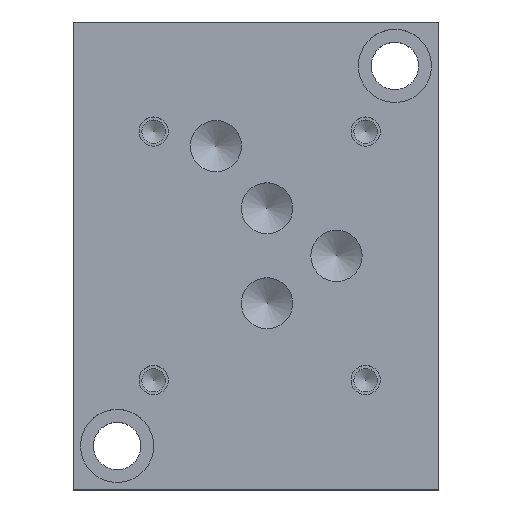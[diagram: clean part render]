
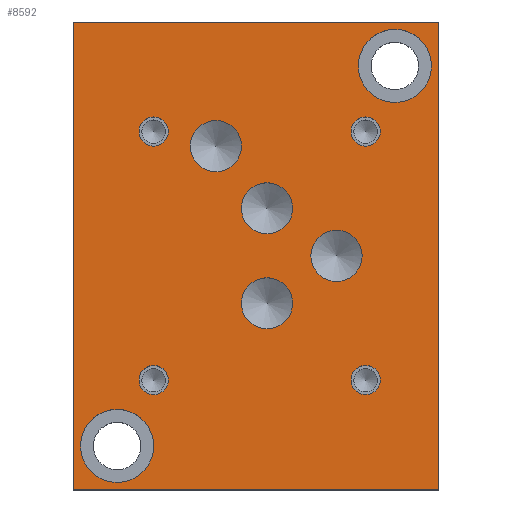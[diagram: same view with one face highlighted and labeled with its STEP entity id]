
A CAD part, top view. The second image highlights one B-rep face of the part: STEP entity #8592.
In plain terms, the highlighted planar face has unit normal (0, 0, 1).
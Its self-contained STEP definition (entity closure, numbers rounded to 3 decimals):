
#86=CIRCLE('',#8914,7.938);
#87=CIRCLE('',#8915,7.938);
#92=CIRCLE('',#8923,7.938);
#93=CIRCLE('',#8924,7.938);
#97=CIRCLE('',#8931,5.556);
#98=CIRCLE('',#8932,5.556);
#101=CIRCLE('',#8937,5.556);
#102=CIRCLE('',#8938,5.556);
#105=CIRCLE('',#8943,5.563);
#106=CIRCLE('',#8944,5.563);
#109=CIRCLE('',#8949,5.563);
#110=CIRCLE('',#8950,5.563);
#116=CIRCLE('',#8959,3.175);
#117=CIRCLE('',#8960,3.175);
#123=CIRCLE('',#8970,3.175);
#124=CIRCLE('',#8971,3.175);
#130=CIRCLE('',#8981,3.175);
#131=CIRCLE('',#8982,3.175);
#137=CIRCLE('',#8992,3.175);
#138=CIRCLE('',#8993,3.175);
#188=FACE_BOUND('',#1388,.T.);
#189=FACE_BOUND('',#1389,.T.);
#190=FACE_BOUND('',#1390,.T.);
#191=FACE_BOUND('',#1391,.T.);
#192=FACE_BOUND('',#1392,.T.);
#193=FACE_BOUND('',#1393,.T.);
#194=FACE_BOUND('',#1394,.T.);
#195=FACE_BOUND('',#1395,.T.);
#196=FACE_BOUND('',#1396,.T.);
#197=FACE_BOUND('',#1397,.T.);
#466=PLANE('',#8999);
#902=FACE_OUTER_BOUND('',#1387,.T.);
#1387=EDGE_LOOP('',(#7628,#7629,#7630,#7631));
#1388=EDGE_LOOP('',(#7632,#7633));
#1389=EDGE_LOOP('',(#7634,#7635));
#1390=EDGE_LOOP('',(#7636,#7637));
#1391=EDGE_LOOP('',(#7638,#7639));
#1392=EDGE_LOOP('',(#7640,#7641));
#1393=EDGE_LOOP('',(#7642,#7643));
#1394=EDGE_LOOP('',(#7644,#7645));
#1395=EDGE_LOOP('',(#7646,#7647));
#1396=EDGE_LOOP('',(#7648,#7649));
#1397=EDGE_LOOP('',(#7650,#7651));
#1435=LINE('',#10829,#2266);
#1709=LINE('',#13090,#2540);
#2166=LINE('',#14403,#2997);
#2231=LINE('',#14721,#3062);
#2266=VECTOR('',#9057,10.);
#2540=VECTOR('',#9469,10.);
#2997=VECTOR('',#10262,10.);
#3062=VECTOR('',#10611,10.);
#3357=VERTEX_POINT('',#10826);
#3358=VERTEX_POINT('',#10828);
#3676=VERTEX_POINT('',#13089);
#4012=VERTEX_POINT('',#14402);
#4063=VERTEX_POINT('',#14552);
#4064=VERTEX_POINT('',#14553);
#4069=VERTEX_POINT('',#14569);
#4070=VERTEX_POINT('',#14570);
#4075=VERTEX_POINT('',#14586);
#4076=VERTEX_POINT('',#14587);
#4080=VERTEX_POINT('',#14599);
#4081=VERTEX_POINT('',#14600);
#4085=VERTEX_POINT('',#14612);
#4086=VERTEX_POINT('',#14613);
#4090=VERTEX_POINT('',#14625);
#4091=VERTEX_POINT('',#14626);
#4098=VERTEX_POINT('',#14645);
#4099=VERTEX_POINT('',#14646);
#4106=VERTEX_POINT('',#14667);
#4107=VERTEX_POINT('',#14668);
#4114=VERTEX_POINT('',#14689);
#4115=VERTEX_POINT('',#14690);
#4122=VERTEX_POINT('',#14711);
#4123=VERTEX_POINT('',#14712);
#4174=EDGE_CURVE('',#3358,#3357,#1435,.T.);
#4650=EDGE_CURVE('',#3676,#3358,#1709,.T.);
#5153=EDGE_CURVE('',#4012,#3676,#2166,.T.);
#5223=EDGE_CURVE('',#4063,#4064,#86,.T.);
#5224=EDGE_CURVE('',#4064,#4063,#87,.T.);
#5231=EDGE_CURVE('',#4069,#4070,#92,.T.);
#5232=EDGE_CURVE('',#4070,#4069,#93,.T.);
#5239=EDGE_CURVE('',#4075,#4076,#97,.T.);
#5240=EDGE_CURVE('',#4076,#4075,#98,.T.);
#5245=EDGE_CURVE('',#4080,#4081,#101,.T.);
#5246=EDGE_CURVE('',#4081,#4080,#102,.T.);
#5251=EDGE_CURVE('',#4085,#4086,#105,.T.);
#5252=EDGE_CURVE('',#4086,#4085,#106,.T.);
#5257=EDGE_CURVE('',#4090,#4091,#109,.T.);
#5258=EDGE_CURVE('',#4091,#4090,#110,.T.);
#5266=EDGE_CURVE('',#4098,#4099,#116,.T.);
#5267=EDGE_CURVE('',#4099,#4098,#117,.T.);
#5276=EDGE_CURVE('',#4106,#4107,#123,.T.);
#5277=EDGE_CURVE('',#4107,#4106,#124,.T.);
#5286=EDGE_CURVE('',#4114,#4115,#130,.T.);
#5287=EDGE_CURVE('',#4115,#4114,#131,.T.);
#5296=EDGE_CURVE('',#4122,#4123,#137,.T.);
#5297=EDGE_CURVE('',#4123,#4122,#138,.T.);
#5301=EDGE_CURVE('',#3357,#4012,#2231,.T.);
#7628=ORIENTED_EDGE('',*,*,#4650,.T.);
#7629=ORIENTED_EDGE('',*,*,#4174,.T.);
#7630=ORIENTED_EDGE('',*,*,#5301,.T.);
#7631=ORIENTED_EDGE('',*,*,#5153,.T.);
#7632=ORIENTED_EDGE('',*,*,#5223,.T.);
#7633=ORIENTED_EDGE('',*,*,#5224,.T.);
#7634=ORIENTED_EDGE('',*,*,#5231,.T.);
#7635=ORIENTED_EDGE('',*,*,#5232,.T.);
#7636=ORIENTED_EDGE('',*,*,#5239,.T.);
#7637=ORIENTED_EDGE('',*,*,#5240,.T.);
#7638=ORIENTED_EDGE('',*,*,#5245,.T.);
#7639=ORIENTED_EDGE('',*,*,#5246,.T.);
#7640=ORIENTED_EDGE('',*,*,#5251,.T.);
#7641=ORIENTED_EDGE('',*,*,#5252,.T.);
#7642=ORIENTED_EDGE('',*,*,#5257,.T.);
#7643=ORIENTED_EDGE('',*,*,#5258,.T.);
#7644=ORIENTED_EDGE('',*,*,#5266,.T.);
#7645=ORIENTED_EDGE('',*,*,#5267,.T.);
#7646=ORIENTED_EDGE('',*,*,#5276,.T.);
#7647=ORIENTED_EDGE('',*,*,#5277,.T.);
#7648=ORIENTED_EDGE('',*,*,#5286,.T.);
#7649=ORIENTED_EDGE('',*,*,#5287,.T.);
#7650=ORIENTED_EDGE('',*,*,#5296,.T.);
#7651=ORIENTED_EDGE('',*,*,#5297,.T.);
#8592=ADVANCED_FACE('',(#902,#188,#189,#190,#191,#192,#193,#194,#195,#196,
#197),#466,.T.);
#8914=AXIS2_PLACEMENT_3D('',#14554,#10420,#10421);
#8915=AXIS2_PLACEMENT_3D('',#14555,#10422,#10423);
#8923=AXIS2_PLACEMENT_3D('',#14571,#10440,#10441);
#8924=AXIS2_PLACEMENT_3D('',#14572,#10442,#10443);
#8931=AXIS2_PLACEMENT_3D('',#14588,#10459,#10460);
#8932=AXIS2_PLACEMENT_3D('',#14589,#10461,#10462);
#8937=AXIS2_PLACEMENT_3D('',#14601,#10473,#10474);
#8938=AXIS2_PLACEMENT_3D('',#14602,#10475,#10476);
#8943=AXIS2_PLACEMENT_3D('',#14614,#10487,#10488);
#8944=AXIS2_PLACEMENT_3D('',#14615,#10489,#10490);
#8949=AXIS2_PLACEMENT_3D('',#14627,#10501,#10502);
#8950=AXIS2_PLACEMENT_3D('',#14628,#10503,#10504);
#8959=AXIS2_PLACEMENT_3D('',#14647,#10523,#10524);
#8960=AXIS2_PLACEMENT_3D('',#14648,#10525,#10526);
#8970=AXIS2_PLACEMENT_3D('',#14669,#10548,#10549);
#8971=AXIS2_PLACEMENT_3D('',#14670,#10550,#10551);
#8981=AXIS2_PLACEMENT_3D('',#14691,#10573,#10574);
#8982=AXIS2_PLACEMENT_3D('',#14692,#10575,#10576);
#8992=AXIS2_PLACEMENT_3D('',#14713,#10598,#10599);
#8993=AXIS2_PLACEMENT_3D('',#14714,#10600,#10601);
#8999=AXIS2_PLACEMENT_3D('',#14724,#10616,#10617);
#9057=DIRECTION('',(0.,1.,0.));
#9469=DIRECTION('',(1.,0.,0.));
#10262=DIRECTION('',(0.,-1.,0.));
#10420=DIRECTION('center_axis',(0.,0.,-1.));
#10421=DIRECTION('ref_axis',(1.,0.,0.));
#10422=DIRECTION('center_axis',(0.,0.,-1.));
#10423=DIRECTION('ref_axis',(1.,0.,0.));
#10440=DIRECTION('center_axis',(0.,0.,-1.));
#10441=DIRECTION('ref_axis',(1.,0.,0.));
#10442=DIRECTION('center_axis',(0.,0.,-1.));
#10443=DIRECTION('ref_axis',(1.,0.,0.));
#10459=DIRECTION('center_axis',(0.,0.,-1.));
#10460=DIRECTION('ref_axis',(1.,0.,0.));
#10461=DIRECTION('center_axis',(0.,0.,-1.));
#10462=DIRECTION('ref_axis',(1.,0.,0.));
#10473=DIRECTION('center_axis',(0.,0.,-1.));
#10474=DIRECTION('ref_axis',(1.,0.,0.));
#10475=DIRECTION('center_axis',(0.,0.,-1.));
#10476=DIRECTION('ref_axis',(1.,0.,0.));
#10487=DIRECTION('center_axis',(0.,0.,-1.));
#10488=DIRECTION('ref_axis',(1.,0.,0.));
#10489=DIRECTION('center_axis',(0.,0.,-1.));
#10490=DIRECTION('ref_axis',(1.,0.,0.));
#10501=DIRECTION('center_axis',(0.,0.,-1.));
#10502=DIRECTION('ref_axis',(1.,0.,0.));
#10503=DIRECTION('center_axis',(0.,0.,-1.));
#10504=DIRECTION('ref_axis',(1.,0.,0.));
#10523=DIRECTION('center_axis',(0.,0.,-1.));
#10524=DIRECTION('ref_axis',(1.,0.,0.));
#10525=DIRECTION('center_axis',(0.,0.,-1.));
#10526=DIRECTION('ref_axis',(1.,0.,0.));
#10548=DIRECTION('center_axis',(0.,0.,-1.));
#10549=DIRECTION('ref_axis',(1.,0.,0.));
#10550=DIRECTION('center_axis',(0.,0.,-1.));
#10551=DIRECTION('ref_axis',(1.,0.,0.));
#10573=DIRECTION('center_axis',(0.,0.,-1.));
#10574=DIRECTION('ref_axis',(1.,0.,0.));
#10575=DIRECTION('center_axis',(0.,0.,-1.));
#10576=DIRECTION('ref_axis',(1.,0.,0.));
#10598=DIRECTION('center_axis',(0.,0.,-1.));
#10599=DIRECTION('ref_axis',(1.,0.,0.));
#10600=DIRECTION('center_axis',(0.,0.,-1.));
#10601=DIRECTION('ref_axis',(1.,0.,0.));
#10611=DIRECTION('',(-1.,0.,0.));
#10616=DIRECTION('center_axis',(0.,0.,1.));
#10617=DIRECTION('ref_axis',(1.,0.,0.));
#10826=CARTESIAN_POINT('',(79.375,101.6,31.75));
#10828=CARTESIAN_POINT('',(79.375,0.,31.75));
#10829=CARTESIAN_POINT('',(79.375,0.,31.75));
#13089=CARTESIAN_POINT('',(0.,0.,31.75));
#13090=CARTESIAN_POINT('',(0.,0.,31.75));
#14402=CARTESIAN_POINT('',(0.,101.6,31.75));
#14403=CARTESIAN_POINT('',(0.,101.6,31.75));
#14552=CARTESIAN_POINT('',(17.463,9.525,31.75));
#14553=CARTESIAN_POINT('',(1.588,9.525,31.75));
#14554=CARTESIAN_POINT('Origin',(9.525,9.525,31.75));
#14555=CARTESIAN_POINT('Origin',(9.525,9.525,31.75));
#14569=CARTESIAN_POINT('',(77.788,92.075,31.75));
#14570=CARTESIAN_POINT('',(61.913,92.075,31.75));
#14571=CARTESIAN_POINT('Origin',(69.85,92.075,31.75));
#14572=CARTESIAN_POINT('Origin',(69.85,92.075,31.75));
#14586=CARTESIAN_POINT('',(47.631,61.117,31.75));
#14587=CARTESIAN_POINT('',(36.519,61.117,31.75));
#14588=CARTESIAN_POINT('Origin',(42.075,61.117,31.75));
#14589=CARTESIAN_POINT('Origin',(42.075,61.117,31.75));
#14599=CARTESIAN_POINT('',(47.636,40.483,31.75));
#14600=CARTESIAN_POINT('',(36.524,40.483,31.75));
#14601=CARTESIAN_POINT('Origin',(42.08,40.483,31.75));
#14602=CARTESIAN_POINT('Origin',(42.08,40.483,31.75));
#14612=CARTESIAN_POINT('',(62.738,50.8,31.75));
#14613=CARTESIAN_POINT('',(51.613,50.8,31.75));
#14614=CARTESIAN_POINT('Origin',(57.175,50.8,31.75));
#14615=CARTESIAN_POINT('Origin',(57.175,50.8,31.75));
#14625=CARTESIAN_POINT('',(36.525,74.625,31.75));
#14626=CARTESIAN_POINT('',(25.4,74.625,31.75));
#14627=CARTESIAN_POINT('Origin',(30.963,74.625,31.75));
#14628=CARTESIAN_POINT('Origin',(30.963,74.625,31.75));
#14645=CARTESIAN_POINT('',(66.675,23.838,31.75));
#14646=CARTESIAN_POINT('',(60.325,23.838,31.75));
#14647=CARTESIAN_POINT('Origin',(63.5,23.838,31.75));
#14648=CARTESIAN_POINT('Origin',(63.5,23.838,31.75));
#14667=CARTESIAN_POINT('',(20.625,77.8,31.75));
#14668=CARTESIAN_POINT('',(14.275,77.8,31.75));
#14669=CARTESIAN_POINT('Origin',(17.45,77.8,31.75));
#14670=CARTESIAN_POINT('Origin',(17.45,77.8,31.75));
#14689=CARTESIAN_POINT('',(66.675,77.8,31.75));
#14690=CARTESIAN_POINT('',(60.325,77.8,31.75));
#14691=CARTESIAN_POINT('Origin',(63.5,77.8,31.75));
#14692=CARTESIAN_POINT('Origin',(63.5,77.8,31.75));
#14711=CARTESIAN_POINT('',(20.625,23.825,31.75));
#14712=CARTESIAN_POINT('',(14.275,23.825,31.75));
#14713=CARTESIAN_POINT('Origin',(17.45,23.825,31.75));
#14714=CARTESIAN_POINT('Origin',(17.45,23.825,31.75));
#14721=CARTESIAN_POINT('',(79.375,101.6,31.75));
#14724=CARTESIAN_POINT('Origin',(39.688,50.8,31.75));
